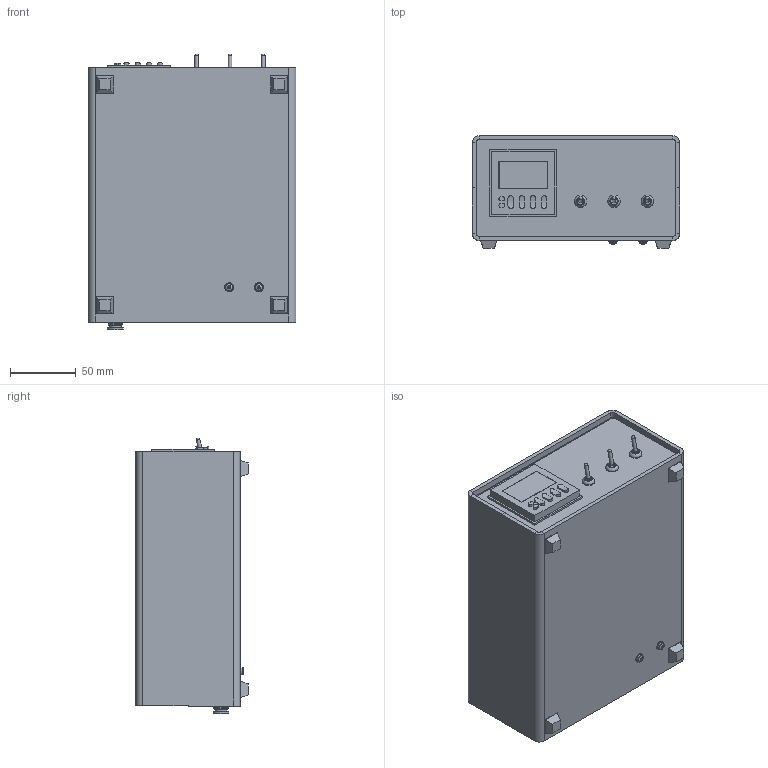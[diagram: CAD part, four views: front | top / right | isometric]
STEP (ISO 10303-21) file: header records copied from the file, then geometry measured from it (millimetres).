
FILE_DESCRIPTION (( 'STEP AP203' ), '1' );
FILE_NAME ('T11146.STEP', '2018-01-26T14:18:48', ( '' ), ( '' ), 'SwSTEP 2.0', 'SolidWorks 2017', '' );
FILE_SCHEMA (( 'CONFIG_CONTROL_DESIGN' ));
Length unit declared in the file: inch
Products named in the file (1): T11146
Bounding box: 158.5 x 85.71 x 210.39 mm (x, y, z)
Volume: 2331921.1 mm3; surface area: 186123.1 mm2
Topology: 1 solids, 1 shells, 383 faces, 873 edges, 551 vertices
Faces by surface type: plane 233, cylinder 87, cone 47, torus 11, bspline 3, sphere 2
Full cylindrical faces by diameter (mm): 0.85 x1, 2.794 x3, 5.6 x2, 5.87 x1, 6.35 x2, 6.4 x2, 6.85 x2, 7.366 x1, 7.5 x2, 7.937 x1, 8.89 x3, 9.144 x1, 9.449 x3, 9.525 x2, 10.3 x4, 10.414 x3, 10.795 x1, 12.065 x1, 12.7 x2, 14 x2, 14.288 x1, 15.24 x1
Entity records: 10758 total; most frequent: CARTESIAN_POINT 2458, DIRECTION 1696, ORIENTED_EDGE 1570, EDGE_CURVE 785, AXIS2_PLACEMENT_3D 628, VERTEX_POINT 529, EDGE_LOOP 512, VECTOR 440
